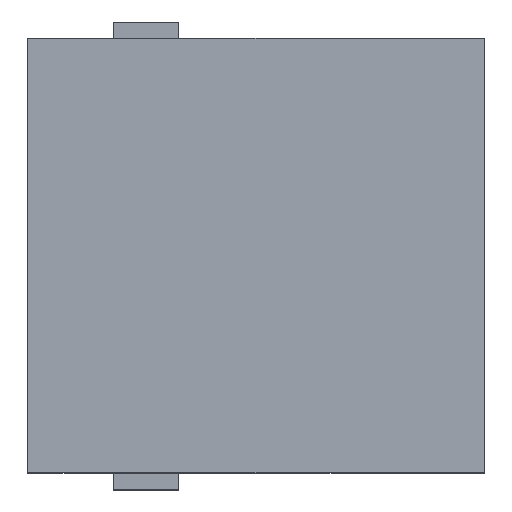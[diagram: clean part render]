
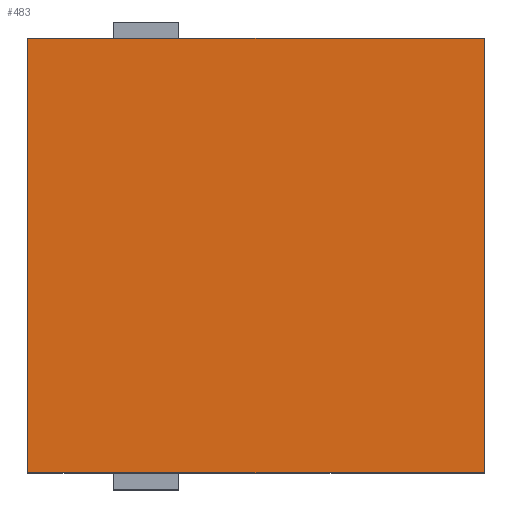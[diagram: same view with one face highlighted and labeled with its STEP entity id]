
A CAD part, top view. The second image highlights one B-rep face of the part: STEP entity #483.
In plain terms, the highlighted planar face has unit normal (0, 0, 1).
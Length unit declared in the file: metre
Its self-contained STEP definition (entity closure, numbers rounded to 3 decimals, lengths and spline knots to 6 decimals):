
#48=ORIENTED_EDGE('',*,*,#162,.F.);
#49=ORIENTED_EDGE('',*,*,#167,.T.);
#50=ORIENTED_EDGE('',*,*,#154,.T.);
#51=ORIENTED_EDGE('',*,*,#169,.F.);
#154=EDGE_CURVE('',#219,#218,#262,.T.);
#162=EDGE_CURVE('',#226,#227,#270,.T.);
#167=EDGE_CURVE('',#226,#219,#275,.T.);
#169=EDGE_CURVE('',#227,#218,#277,.T.);
#218=VERTEX_POINT('',#704);
#219=VERTEX_POINT('',#706);
#226=VERTEX_POINT('',#721);
#227=VERTEX_POINT('',#723);
#262=LINE('',#705,#318);
#270=LINE('',#722,#326);
#275=LINE('',#731,#331);
#277=LINE('',#735,#333);
#318=VECTOR('',#568,1.);
#326=VECTOR('',#578,1.);
#331=VECTOR('',#585,1.);
#333=VECTOR('',#589,1.);
#377=EDGE_LOOP('',(#48,#49,#50,#51));
#417=FACE_BOUND('',#377,.T.);
#456=PLANE('',#527);
#483=ADVANCED_FACE('',(#417),#456,.T.);
#527=AXIS2_PLACEMENT_3D('',#739,#592,#593);
#568=DIRECTION('',(0.,1.,0.));
#578=DIRECTION('',(0.,1.,0.));
#585=DIRECTION('',(1.,0.,0.));
#589=DIRECTION('',(1.,0.,0.));
#592=DIRECTION('',(0.,0.,1.));
#593=DIRECTION('',(1.,0.,0.));
#704=CARTESIAN_POINT('',(0.0139,0.01325,0.0068));
#705=CARTESIAN_POINT('',(0.0139,0.006625,0.0068));
#706=CARTESIAN_POINT('',(0.0139,0.,0.0068));
#721=CARTESIAN_POINT('',(0.,0.,0.0068));
#722=CARTESIAN_POINT('',(0.,0.006625,0.0068));
#723=CARTESIAN_POINT('',(0.,0.01325,0.0068));
#731=CARTESIAN_POINT('',(0.00695,0.,0.0068));
#735=CARTESIAN_POINT('',(0.00695,0.01325,0.0068));
#739=CARTESIAN_POINT('',(0.00695,0.006625,0.0068));
